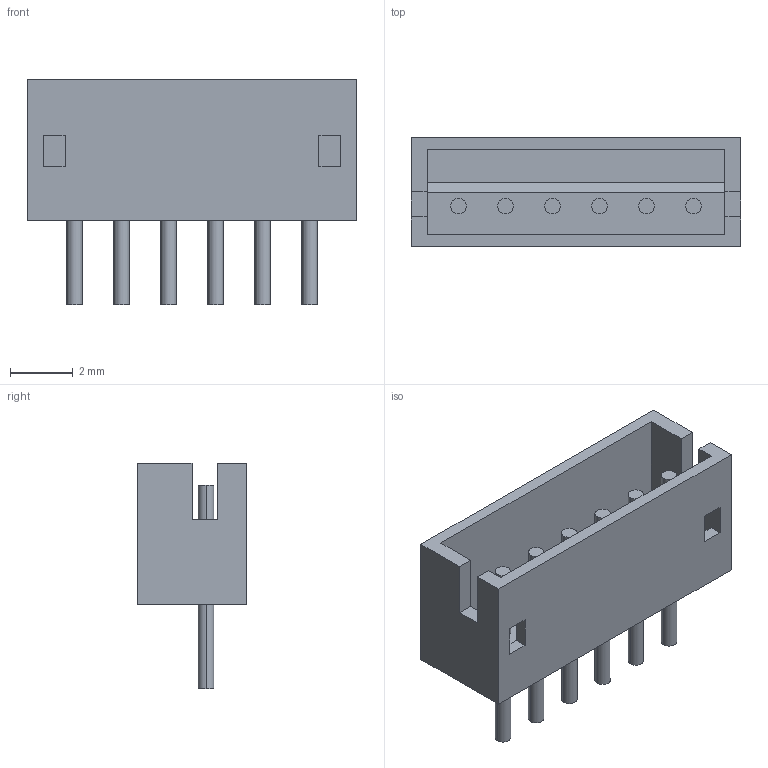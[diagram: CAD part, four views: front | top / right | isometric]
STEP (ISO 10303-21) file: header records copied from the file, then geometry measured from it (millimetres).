
FILE_DESCRIPTION((''),'2;1');
FILE_NAME('JST_B6B-ZR(LF)(SN).stp','2014-08-26T17:09:58',(''),(''),'Mechanical Desktop 2011','Mechanical Desktop 2011',', , ');
FILE_SCHEMA(('AUTOMOTIVE_DESIGN { 1 2 10303 214 1 1 1 1 }'));
Length unit declared in the file: millimetre
Products named in the file (1): Product
Bounding box: 10.5 x 3.5 x 7.2 mm (x, y, z)
Volume: 86.4 mm3; surface area: 330.4 mm2
Topology: 13 solids, 13 shells, 74 faces, 150 edges, 100 vertices
Faces by surface type: plane 50, cylinder 24
Entity records: 1990 total; most frequent: DIRECTION 348, CARTESIAN_POINT 325, ORIENTED_EDGE 300, EDGE_CURVE 150, AXIS2_PLACEMENT_3D 123, VECTOR 102, LINE 102, VERTEX_POINT 100
